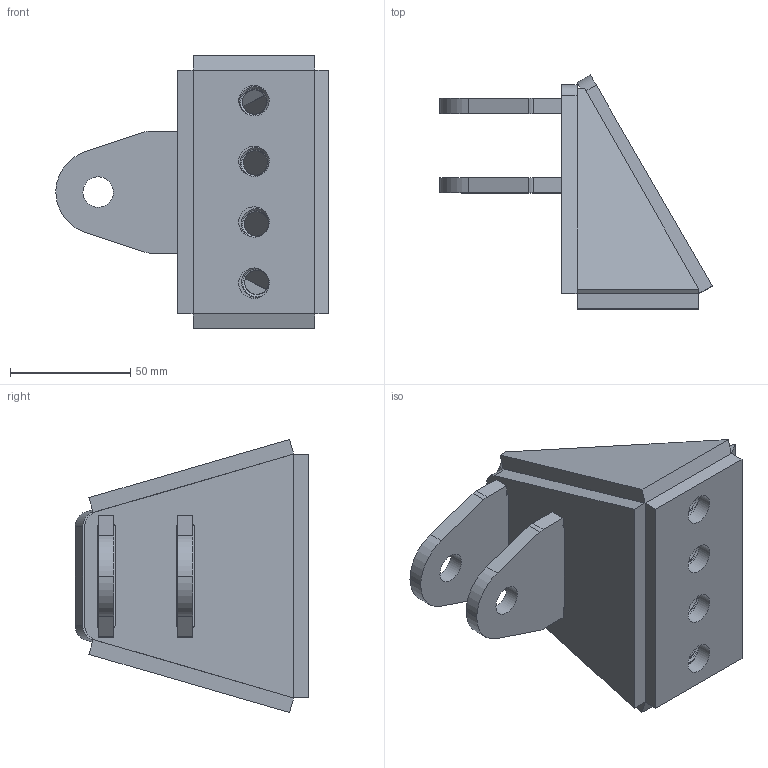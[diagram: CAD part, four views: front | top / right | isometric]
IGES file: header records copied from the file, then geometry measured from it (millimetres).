
Global section: file name: rear suspension bracket v7; native system: unknown; preprocessor: unknown; author: unknown; organization: unknown; date: 20150820.153813; units: inch
Bounding box: 113.45 x 97.43 x 113.8 mm (x, y, z)
Volume: 184414.7 mm3; surface area: 77348.1 mm2
Topology: 11 solids, 11 shells, 190 faces, 439 edges, 270 vertices
Faces by surface type: bspline 190
